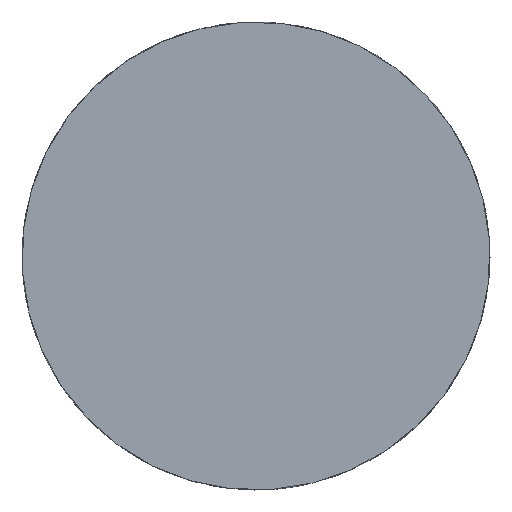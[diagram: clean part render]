
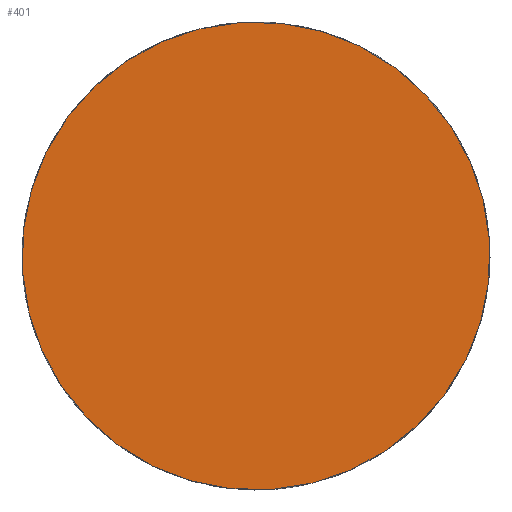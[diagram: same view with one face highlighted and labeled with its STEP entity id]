
A CAD part, left-side view. The second image highlights one B-rep face of the part: STEP entity #401.
In plain terms, the highlighted face is planar.
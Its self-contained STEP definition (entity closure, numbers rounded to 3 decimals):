
#6=CARTESIAN_POINT('',(0.,0.,0.));
#7=DIRECTION('',(0.,0.,-1.));
#8=DIRECTION('',(-1.,0.,0.));
#9=AXIS2_PLACEMENT_3D('',#6,#7,#8);
#87=CARTESIAN_POINT('',(0.,0.,0.));
#88=DIRECTION('',(0.,0.,-1.));
#89=DIRECTION('',(1.,0.,0.));
#90=AXIS2_PLACEMENT_3D('',#87,#88,#89);
#206=CARTESIAN_POINT('',(20.,0.,0.));
#207=VERTEX_POINT('',#206);
#208=CARTESIAN_POINT('',(-20.,0.,0.));
#209=VERTEX_POINT('',#208);
#392=CARTESIAN_POINT('',(0.,0.,0.));
#393=DIRECTION('',(0.,0.,1.));
#394=DIRECTION('',(1.,0.,0.));
#395=AXIS2_PLACEMENT_3D('',#392,#393,#394);
#396=PLANE('',#395);
#397=ORIENTED_EDGE('',*,*,#371,.F.);
#398=ORIENTED_EDGE('',*,*,#271,.F.);
#399=EDGE_LOOP('',(#397,#398));
#400=FACE_OUTER_BOUND('',#399,.F.);
#401=ADVANCED_FACE('',(#400),#396,.F.);
#10=CIRCLE('',#9,20.);
#91=CIRCLE('',#90,20.);
#271=EDGE_CURVE('',#209,#207,#10,.T.);
#371=EDGE_CURVE('',#207,#209,#91,.T.);
